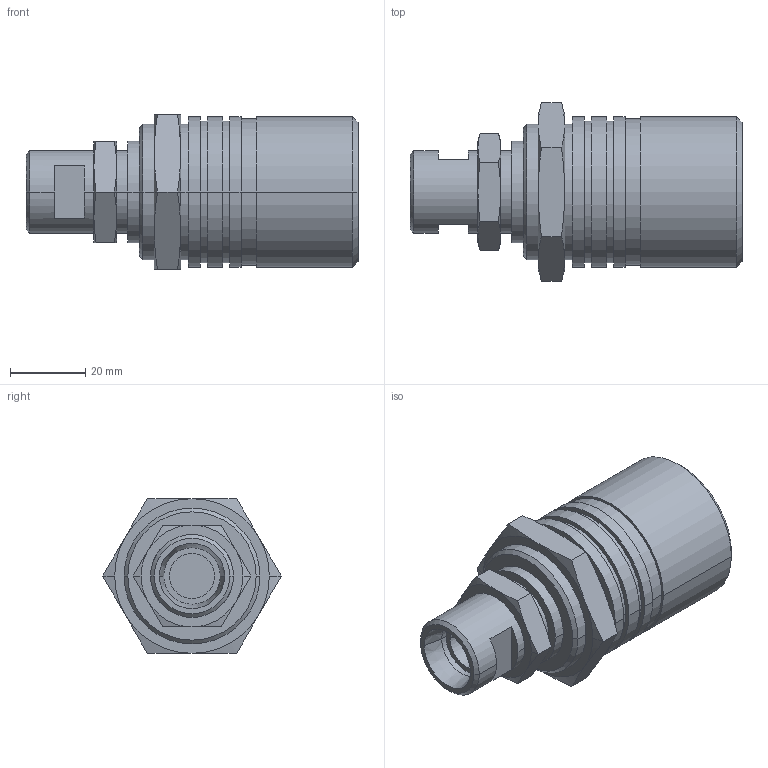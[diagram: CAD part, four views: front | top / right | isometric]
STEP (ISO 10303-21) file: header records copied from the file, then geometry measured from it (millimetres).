
FILE_DESCRIPTION( ( '' ), '1' );
FILE_NAME( '52402224.stp', '2012-08-13T13:53:32', ( '' ), ( '' ), ' ', ' ', ' ' );
FILE_SCHEMA( ( 'CONFIG_CONTROL_DESIGN' ) );
Length unit declared in the file: millimetre
Products named in the file (2): 1; 2
Bounding box: 88 x 47.34 x 41 mm (x, y, z)
Volume: 69950 mm3; surface area: 23895.1 mm2
Topology: 2 solids, 3 shells, 132 faces, 287 edges, 176 vertices
Faces by surface type: plane 46, cone 44, cylinder 40, torus 2
Entity records: 3630 total; most frequent: CARTESIAN_POINT 699, DIRECTION 640, ORIENTED_EDGE 570, EDGE_CURVE 285, AXIS2_PLACEMENT_3D 273, VERTEX_POINT 176, EDGE_LOOP 151, CIRCLE 139
